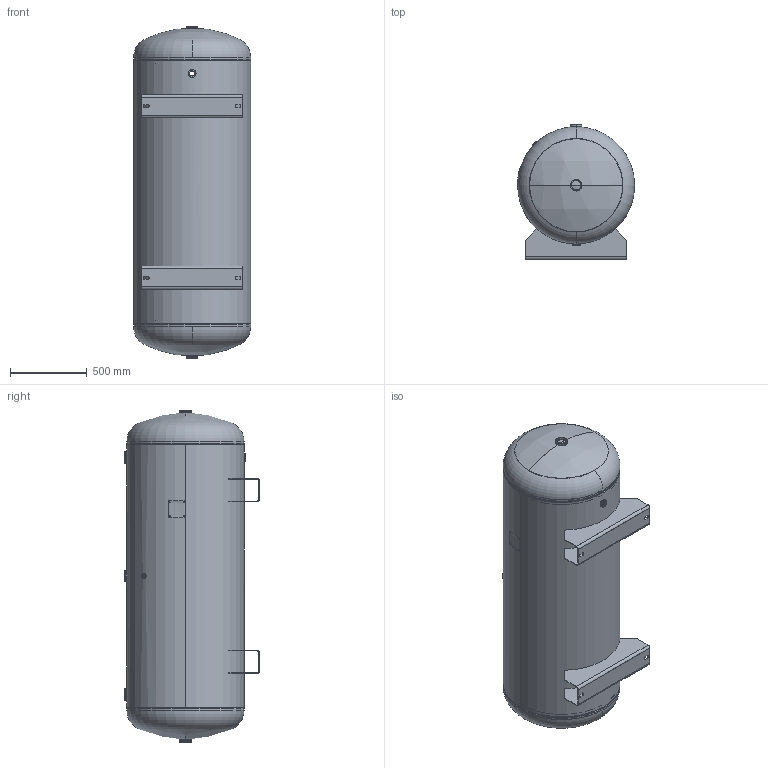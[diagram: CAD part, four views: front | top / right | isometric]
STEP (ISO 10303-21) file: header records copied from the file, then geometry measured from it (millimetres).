
FILE_DESCRIPTION (( 'STEP AP214' ), '1' );
FILE_NAME ('302484.STEP', '2024-09-24T19:26:36', ( '' ), ( '' ), 'SwSTEP 2.0', 'SolidWorks 2022', '' );
FILE_SCHEMA (( 'AUTOMOTIVE_DESIGN' ));
Length unit declared in the file: inch
Products named in the file (9): 302484; PHOENIX RAD FLANGE_200P958 OR; A55848.2; 302484-SL; NP-HOR_30; PHOENIX FLAT FLANGE_0250P391; HEAD_30X186JOG; PHOENIX RAD FLANGE_100P705-7R; PHOENIX FLAT FLANGE_2000O-RING
Assembly tree (13 placements, depth 2):
  302484
    302484-SL
    HEAD_30X186JOG  x2
    A55848.2  x2
    PHOENIX FLAT FLANGE_2000O-RING  x2
    PHOENIX RAD FLANGE_200P958 OR  x3
    PHOENIX FLAT FLANGE_0250P391
    PHOENIX RAD FLANGE_100P705-7R
    NP-HOR_30
Bounding box: 763.52 x 880.26 x 2160.89 mm (x, y, z)
Volume: 32775683.8 mm3; surface area: 12283404 mm2
Topology: 13 solids, 13 shells, 312 faces, 678 edges, 404 vertices
Faces by surface type: cylinder 100, torus 100, plane 78, bspline 22, sphere 8, cone 4
Entity records: 11825 total; most frequent: CARTESIAN_POINT 7255, DIRECTION 911, ORIENTED_EDGE 822, EDGE_CURVE 411, AXIS2_PLACEMENT_3D 398, VERTEX_POINT 248, EDGE_LOOP 223, CIRCLE 218
